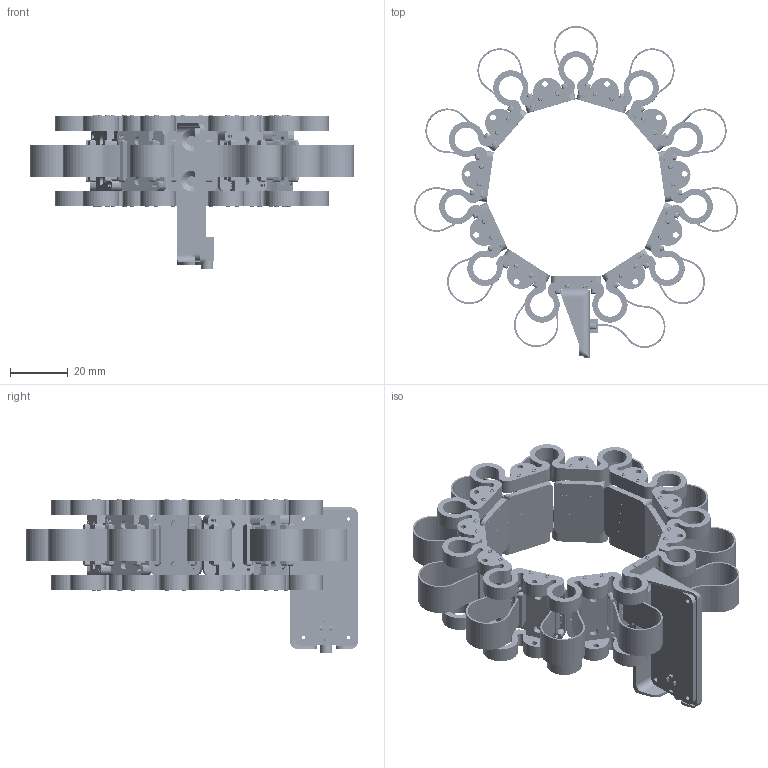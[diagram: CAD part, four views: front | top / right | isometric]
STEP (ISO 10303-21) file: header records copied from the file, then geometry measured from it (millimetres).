
FILE_DESCRIPTION(/* description */ ('STEP AP242','CAx-IF Rec.Pracs.---Representation and Presentation of Product Manufacturing Information (PMI)---4.0---2014-10-13','CAx-IF Rec.Pracs.---3D Tessellated Geometry---0.4---2014-09-14','2;1'),/* implementation_level */ '2;1');
FILE_NAME(/* name */ '6501cdef8277100cf7103b9a',/* time_stamp */ '2023-09-13T14:57:53Z',/* author */ (''),/* organization */ (''),/* preprocessor_version */ 'ST-DEVELOPER v19.4',/* originating_system */ ' ',/* authorisation */ ' ');
FILE_SCHEMA (('AP242_MANAGED_MODEL_BASED_3D_ENGINEERING_MIM_LF { 1 0 10303 442 1 1 4 }'));
Length unit declared in the file: metre
Products named in the file (103): bracelet_one; Part 1; XF2J-1824-12A (1) <6>; SOLID; XF2J-1824-12A <11>; XF2J-1824-12A (1) <2>; xtal3225 <5>; xtal3225 <10>; XF2J-1824-12A <6>; xtal3225 <1>; XF2J-1824-12A (1) <7>; XF2J-1824-12A <9>; XF2J-1824-12A <5>; XF2J-1824-12A (1) <3>; XF2J-1824-12A <1>; xtal3225 <11>; XF2J-1824-12A <8>; WS2812-2020 <1>; COMPOUND; xtal3225 <6>; XF2J-1824-12A <10>; XF2J-1824-12A <2>; XF2J-1824-12A (1) <10>; XF2J-1824-12A (1) <1>; xtal3225 <3>; WS2812-2020 <11>; XF2J-1824-12A (1) <11>; WS2812-2020 <10>; xtal3225 <2>; XF2J-1824-12A <3>; xtal3225 <7>; xtal3225 <4>; XF2J-1824-12A (1) <9>; XF2J-1824-12A (1) <4>; XF2J-1824-12A (1) <5>; WS2812-2020 <4>; WS2812-2020 <6>; ads1293 <2>; WS2812-2020 <9>; xtal3225 <8> ...
Assembly tree (567 placements, depth 3):
  bracelet_one
    Part 1  x11
    Part 1  x11
    Part 1  x10
    XF2J-1824-12A (1) <6>
      SOLID
    XF2J-1824-12A <11>
      SOLID
    Part 1  x44
    XF2J-1824-12A (1) <2>
      SOLID
    xtal3225 <5>
      SOLID
    Part 1
    xtal3225 <10>
      SOLID
    XF2J-1824-12A <6>
      SOLID
    xtal3225 <1>
      SOLID
    XF2J-1824-12A (1) <7>
      SOLID
    XF2J-1824-12A <9>
      SOLID
    XF2J-1824-12A <5>
      SOLID
    XF2J-1824-12A (1) <3>
      SOLID
    XF2J-1824-12A <1>
      SOLID
    Part 1
    xtal3225 <11>
      SOLID
    XF2J-1824-12A <8>
      SOLID
    WS2812-2020 <1>
      COMPOUND
      COMPOUND
      COMPOUND
      COMPOUND
      COMPOUND
      COMPOUND
    xtal3225 <6>
      SOLID
    Part 1  x2
    XF2J-1824-12A <10>
      SOLID
    XF2J-1824-12A <2>
      SOLID
    Part 1
    XF2J-1824-12A (1) <10>
      SOLID
    XF2J-1824-12A (1) <1>
      SOLID
    xtal3225 <3>
      SOLID
    WS2812-2020 <11>
      COMPOUND
      COMPOUND
      COMPOUND
Bounding box: 112.09 x 114.83 x 53.5 mm (x, y, z)
Volume: 37119.3 mm3; surface area: 64343.8 mm2
Topology: 512 solids, 512 shells, 9445 faces, 24303 edges, 16052 vertices
Faces by surface type: plane 7848, cylinder 1537, torus 45, bspline 12, cone 2, sphere 1
Full cylindrical faces by diameter (mm): 0.3 x11, 0.9 x22, 1.2 x70, 1.5 x49, 2 x64, 2.6 x1, 3 x22, 4 x1, 4.02 x1
Entity records: 33781 total; most frequent: DIRECTION 5710, CARTESIAN_POINT 5375, ORIENTED_EDGE 4538, EDGE_CURVE 2269, AXIS2_PLACEMENT_3D 1991, LINE 1728, VECTOR 1728, VERTEX_POINT 1536
